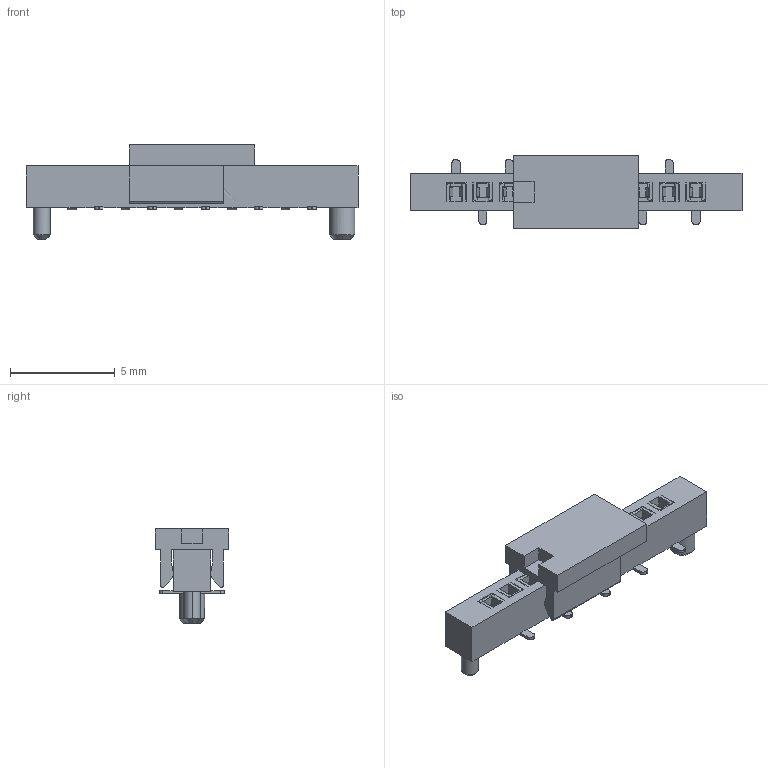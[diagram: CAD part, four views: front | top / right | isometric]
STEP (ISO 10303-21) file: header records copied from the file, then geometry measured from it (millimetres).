
FILE_DESCRIPTION( ('This file contains a STEP AP42 implementation' ,'as created by ZW3D STEP Interface translator.') ,'2;1' );
FILE_NAME( '2320T-1XXMXXXUNX2.stp' ,'23 411.172237', (''), ('ZWCAD Software Co.'), 'Version 1.0', 'ZW3D to STEP translator', '' );
FILE_SCHEMA(('AUTOMOTIVE_DESIGN { 1 0 10303 214 1 1 1 1 }'));
Length unit declared in the file: millimetre
Products named in the file (1): 0
Bounding box: 15.83 x 3.5 x 4.5 mm (x, y, z)
Volume: 77.2 mm3; surface area: 334.1 mm2
Topology: 1 solids, 5 shells, 814 faces, 2304 edges, 1489 vertices
Faces by surface type: plane 526, cylinder 232, bspline 50, cone 6
Entity records: 34530 total; most frequent: CARTESIAN_POINT 16896, ORIENTED_EDGE 4600, EDGE_CURVE 2300, B_SPLINE_CURVE_WITH_KNOTS 2038, DIRECTION 1814, VERTEX_POINT 1480, EDGE_LOOP 822, FACE_OUTER_BOUND 814
